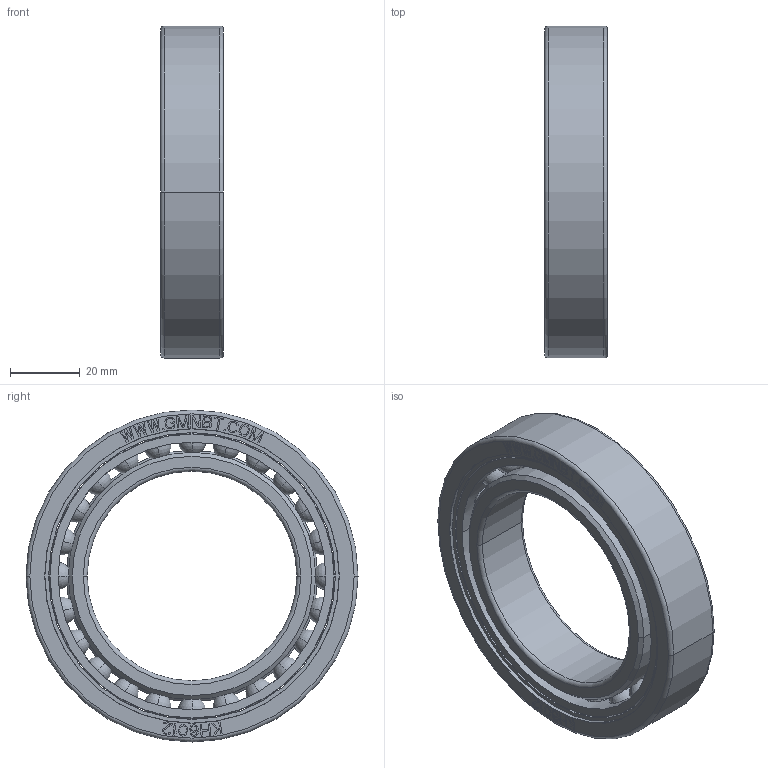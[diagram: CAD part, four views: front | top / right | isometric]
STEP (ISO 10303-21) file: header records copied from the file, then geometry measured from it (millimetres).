
FILE_DESCRIPTION((''),'2;1');
FILE_NAME('KH6012_PRT','2014-11-17T',('sales 4'),(''),'PRO/ENGINEER BY PARAMETRIC TECHNOLOGY CORPORATION, 2013150','PRO/ENGINEER BY PARAMETRIC TECHNOLOGY CORPORATION, 2013150','');
FILE_SCHEMA(('AUTOMOTIVE_DESIGN { 1 0 10303 214 1 1 1 1 }'));
Length unit declared in the file: millimetre
Products named in the file (1): KH6012_PRT
Bounding box: 18.01 x 95 x 95 mm (x, y, z)
Volume: 59426 mm3; surface area: 35145.5 mm2
Topology: 27 solids, 27 shells, 589 faces, 1651 edges, 1042 vertices
Faces by surface type: plane 453, cylinder 66, sphere 48, torus 12, cone 10
Entity records: 30047 total; most frequent: CARTESIAN_POINT 10222, ORIENTED_EDGE 3110, DIRECTION 2753, PRESENTATION_STYLE_ASSIGNMENT 1607, STYLED_ITEM 1582, CURVE_STYLE 1555, EDGE_CURVE 1555, VECTOR 1343
